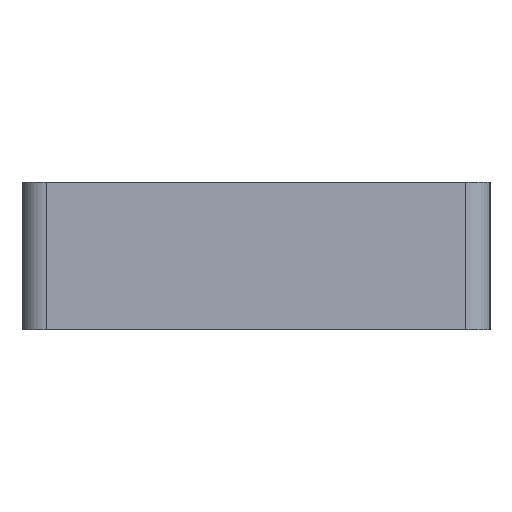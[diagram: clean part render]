
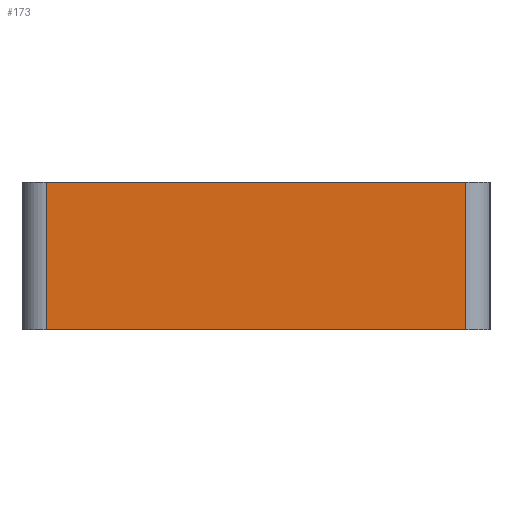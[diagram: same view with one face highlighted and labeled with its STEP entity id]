
A CAD part, left-side view. The second image highlights one B-rep face of the part: STEP entity #173.
In plain terms, the highlighted planar face has unit normal (-1, 0, 0).
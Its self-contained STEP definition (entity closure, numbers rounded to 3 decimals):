
#18 = VECTOR ( 'NONE', #484, 1000. ) ;
#53 = AXIS2_PLACEMENT_3D ( 'NONE', #435, #436, #437 ) ;
#61 = FACE_OUTER_BOUND ( 'NONE', #324, .T. ) ;
#173 = ADVANCED_FACE ( 'NONE', ( #61 ), #434, .F. ) ;
#187 = EDGE_CURVE ( 'NONE', #756, #755, #482, .T. ) ;
#204 = EDGE_CURVE ( 'NONE', #724, #722, #530, .T. ) ;
#215 = EDGE_CURVE ( 'NONE', #724, #755, #563, .T. ) ;
#220 = EDGE_CURVE ( 'NONE', #722, #756, #578, .T. ) ;
#239 = ORIENTED_EDGE ( 'NONE', *, *, #220, .F. ) ;
#240 = ORIENTED_EDGE ( 'NONE', *, *, #204, .F. ) ;
#241 = ORIENTED_EDGE ( 'NONE', *, *, #215, .T. ) ;
#243 = ORIENTED_EDGE ( 'NONE', *, *, #187, .F. ) ;
#324 = EDGE_LOOP ( 'NONE', ( #239, #240, #241, #243 ) ) ;
#434 = PLANE ( 'NONE',  #53 ) ;
#435 = CARTESIAN_POINT ( 'NONE',  ( 6.913, 49.614, 0. ) ) ;
#436 = DIRECTION ( 'NONE',  ( 1., 0., 0. ) ) ;
#437 = DIRECTION ( 'NONE',  ( 0., 0., -1. ) ) ;
#482 = LINE ( 'NONE', #483, #18 ) ;
#483 = CARTESIAN_POINT ( 'NONE',  ( 6.913, 71.614, 0. ) ) ;
#484 = DIRECTION ( 'NONE',  ( 0., 0., -1. ) ) ;
#530 = LINE ( 'NONE', #531, #668 ) ;
#531 = CARTESIAN_POINT ( 'NONE',  ( 6.913, 89.014, 0. ) ) ;
#532 = DIRECTION ( 'NONE',  ( 0., 0., 1. ) ) ;
#563 = LINE ( 'NONE', #564, #680 ) ;
#564 = CARTESIAN_POINT ( 'NONE',  ( 6.913, 0., 2.5 ) ) ;
#565 = DIRECTION ( 'NONE',  ( 0., -1., 0. ) ) ;
#578 = LINE ( 'NONE', #579, #684 ) ;
#579 = CARTESIAN_POINT ( 'NONE',  ( 6.913, 49.614, 8.6 ) ) ;
#580 = DIRECTION ( 'NONE',  ( 0., -1., 0. ) ) ;
#602 = CARTESIAN_POINT ( 'NONE',  ( 6.913, 89.014, 8.6 ) ) ;
#604 = CARTESIAN_POINT ( 'NONE',  ( 6.913, 89.014, 2.5 ) ) ;
#612 = CARTESIAN_POINT ( 'NONE',  ( 6.913, 71.614, 2.5 ) ) ;
#613 = CARTESIAN_POINT ( 'NONE',  ( 6.913, 71.614, 8.6 ) ) ;
#668 = VECTOR ( 'NONE', #532, 1000. ) ;
#680 = VECTOR ( 'NONE', #565, 1000. ) ;
#684 = VECTOR ( 'NONE', #580, 1000. ) ;
#722 = VERTEX_POINT ( 'NONE', #602 ) ;
#724 = VERTEX_POINT ( 'NONE', #604 ) ;
#755 = VERTEX_POINT ( 'NONE', #612 ) ;
#756 = VERTEX_POINT ( 'NONE', #613 ) ;
